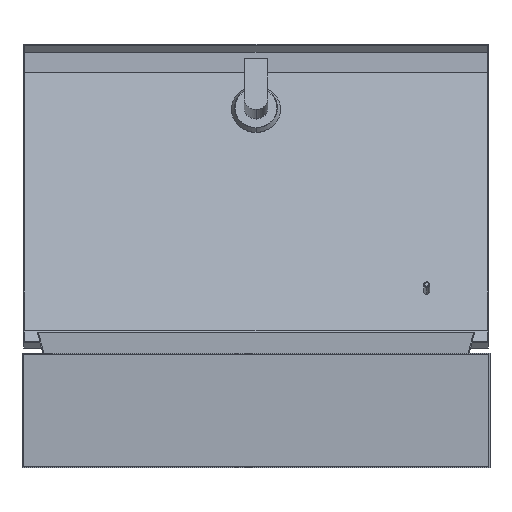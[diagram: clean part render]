
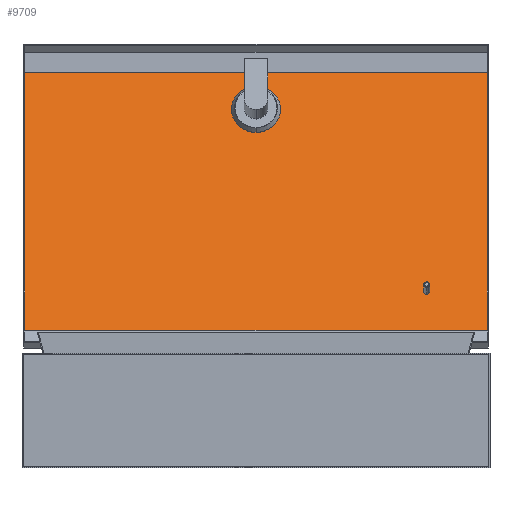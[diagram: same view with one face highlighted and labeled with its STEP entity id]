
A CAD part, left-side view. The second image highlights one B-rep face of the part: STEP entity #9709.
In plain terms, the highlighted face is planar.
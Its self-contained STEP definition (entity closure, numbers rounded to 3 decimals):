
#95 = CARTESIAN_POINT ( 'NONE',  ( 0., -224.5, -1. ) ) ;
#158 = EDGE_LOOP ( 'NONE', ( #15536, #11844, #3063, #8449 ) ) ;
#458 = LINE ( 'NONE', #4279, #10419 ) ;
#1069 = EDGE_CURVE ( 'NONE', #8568, #17846, #458, .T. ) ;
#1990 = ORIENTED_EDGE ( 'NONE', *, *, #20191, .F. ) ;
#2171 = DIRECTION ( 'NONE',  ( 1., 0., 0. ) ) ;
#2176 = DIRECTION ( 'NONE',  ( 1., 0., 0. ) ) ;
#2202 = CARTESIAN_POINT ( 'NONE',  ( 90., -165.5, -1. ) ) ;
#2241 = FACE_OUTER_BOUND ( 'NONE', #158, .T. ) ;
#2490 = CARTESIAN_POINT ( 'NONE',  ( 132.867, -224.5, -1. ) ) ;
#3063 = ORIENTED_EDGE ( 'NONE', *, *, #10035, .F. ) ;
#3345 = VERTEX_POINT ( 'NONE', #2202 ) ;
#3551 = LINE ( 'NONE', #95, #13288 ) ;
#3791 = PLANE ( 'NONE',  #11478 ) ;
#4279 = CARTESIAN_POINT ( 'NONE',  ( 132.867, 0., -1. ) ) ;
#4298 = CARTESIAN_POINT ( 'NONE',  ( -132.867, 224.5, -1. ) ) ;
#5223 = CARTESIAN_POINT ( 'NONE',  ( -95., 0., -1. ) ) ;
#5585 = AXIS2_PLACEMENT_3D ( 'NONE', #6936, #19023, #5786 ) ;
#5667 = VERTEX_POINT ( 'NONE', #15101 ) ;
#5744 = VERTEX_POINT ( 'NONE', #22728 ) ;
#5786 = DIRECTION ( 'NONE',  ( 1., 0., 0. ) ) ;
#5993 = CARTESIAN_POINT ( 'NONE',  ( 132.867, 224.5, -1. ) ) ;
#6026 = DIRECTION ( 'NONE',  ( 0., 0., -1. ) ) ;
#6469 = FACE_BOUND ( 'NONE', #19555, .T. ) ;
#6755 = AXIS2_PLACEMENT_3D ( 'NONE', #5223, #8262, #16159 ) ;
#6936 = CARTESIAN_POINT ( 'NONE',  ( 93., -165.5, -1. ) ) ;
#7063 = EDGE_LOOP ( 'NONE', ( #12492, #17814 ) ) ;
#7533 = VERTEX_POINT ( 'NONE', #10956 ) ;
#7768 = DIRECTION ( 'NONE',  ( -1., 0., 0. ) ) ;
#7845 = EDGE_CURVE ( 'NONE', #5744, #8568, #3551, .T. ) ;
#8262 = DIRECTION ( 'NONE',  ( 0., 0., -1. ) ) ;
#8449 = ORIENTED_EDGE ( 'NONE', *, *, #1069, .F. ) ;
#8509 = DIRECTION ( 'NONE',  ( 1., 0., 0. ) ) ;
#8568 = VERTEX_POINT ( 'NONE', #2490 ) ;
#9136 = EDGE_CURVE ( 'NONE', #3345, #13101, #16389, .T. ) ;
#9213 = DIRECTION ( 'NONE',  ( 0., 1., 0. ) ) ;
#9407 = DIRECTION ( 'NONE',  ( 0., 0., -1. ) ) ;
#9709 = ADVANCED_FACE ( 'NONE', ( #2241, #6469, #18537 ), #3791, .F. ) ;
#10013 = LINE ( 'NONE', #10370, #17653 ) ;
#10035 = EDGE_CURVE ( 'NONE', #17846, #20789, #10013, .T. ) ;
#10370 = CARTESIAN_POINT ( 'NONE',  ( 0., 224.5, -1. ) ) ;
#10419 = VECTOR ( 'NONE', #9213, 1000. ) ;
#10625 = ORIENTED_EDGE ( 'NONE', *, *, #20048, .F. ) ;
#10956 = CARTESIAN_POINT ( 'NONE',  ( -118.826, 0., -1. ) ) ;
#11478 = AXIS2_PLACEMENT_3D ( 'NONE', #15153, #15500, #19694 ) ;
#11786 = AXIS2_PLACEMENT_3D ( 'NONE', #13558, #9407, #2176 ) ;
#11844 = ORIENTED_EDGE ( 'NONE', *, *, #19754, .F. ) ;
#11924 = CIRCLE ( 'NONE', #6755, 23.826 ) ;
#12492 = ORIENTED_EDGE ( 'NONE', *, *, #21661, .F. ) ;
#12496 = CIRCLE ( 'NONE', #11786, 23.826 ) ;
#12960 = VECTOR ( 'NONE', #21047, 1000. ) ;
#13101 = VERTEX_POINT ( 'NONE', #19293 ) ;
#13288 = VECTOR ( 'NONE', #8509, 1000. ) ;
#13558 = CARTESIAN_POINT ( 'NONE',  ( -95., 0., -1. ) ) ;
#15064 = CARTESIAN_POINT ( 'NONE',  ( 93., -165.5, -1. ) ) ;
#15101 = CARTESIAN_POINT ( 'NONE',  ( -71.174, 0., -1. ) ) ;
#15153 = CARTESIAN_POINT ( 'NONE',  ( 0., 0., -1. ) ) ;
#15500 = DIRECTION ( 'NONE',  ( 0., 0., 1. ) ) ;
#15536 = ORIENTED_EDGE ( 'NONE', *, *, #7845, .F. ) ;
#16159 = DIRECTION ( 'NONE',  ( 1., 0., 0. ) ) ;
#16389 = CIRCLE ( 'NONE', #5585, 3. ) ;
#17653 = VECTOR ( 'NONE', #7768, 1000. ) ;
#17814 = ORIENTED_EDGE ( 'NONE', *, *, #9136, .F. ) ;
#17846 = VERTEX_POINT ( 'NONE', #5993 ) ;
#18364 = CARTESIAN_POINT ( 'NONE',  ( -132.867, 0., -1. ) ) ;
#18537 = FACE_BOUND ( 'NONE', #7063, .T. ) ;
#18717 = CIRCLE ( 'NONE', #19726, 3. ) ;
#19023 = DIRECTION ( 'NONE',  ( 0., 0., -1. ) ) ;
#19293 = CARTESIAN_POINT ( 'NONE',  ( 96., -165.5, -1. ) ) ;
#19555 = EDGE_LOOP ( 'NONE', ( #1990, #10625 ) ) ;
#19694 = DIRECTION ( 'NONE',  ( 1., 0., 0. ) ) ;
#19726 = AXIS2_PLACEMENT_3D ( 'NONE', #15064, #6026, #2171 ) ;
#19754 = EDGE_CURVE ( 'NONE', #20789, #5744, #21402, .T. ) ;
#20048 = EDGE_CURVE ( 'NONE', #7533, #5667, #12496, .T. ) ;
#20191 = EDGE_CURVE ( 'NONE', #5667, #7533, #11924, .T. ) ;
#20789 = VERTEX_POINT ( 'NONE', #4298 ) ;
#21047 = DIRECTION ( 'NONE',  ( 0., -1., 0. ) ) ;
#21402 = LINE ( 'NONE', #18364, #12960 ) ;
#21661 = EDGE_CURVE ( 'NONE', #13101, #3345, #18717, .T. ) ;
#22728 = CARTESIAN_POINT ( 'NONE',  ( -132.867, -224.5, -1. ) ) ;
